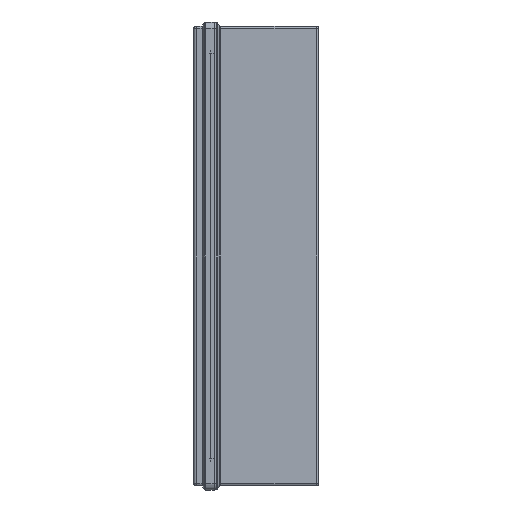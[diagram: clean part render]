
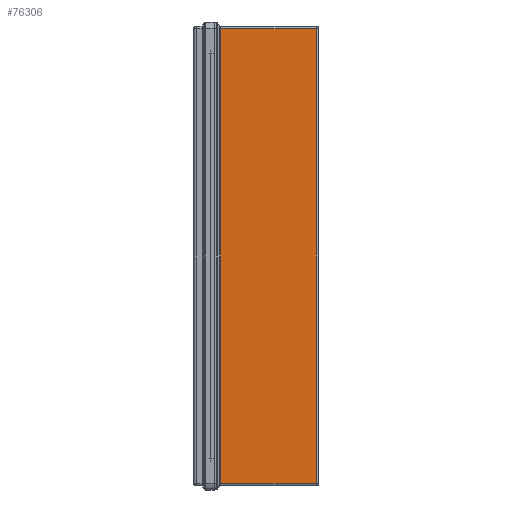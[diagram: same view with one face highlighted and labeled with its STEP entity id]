
A CAD part, left-side view. The second image highlights one B-rep face of the part: STEP entity #76306.
In plain terms, the highlighted planar face has unit normal (-1, 0, 0).
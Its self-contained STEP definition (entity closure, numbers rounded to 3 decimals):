
#4543 = AXIS2_PLACEMENT_3D ( 'NONE', #86248, #36185, #94614 ) ;
#6649 = VERTEX_POINT ( 'NONE', #68578 ) ;
#9421 = FACE_OUTER_BOUND ( 'NONE', #87428, .T. ) ;
#10888 = PLANE ( 'NONE',  #4543 ) ;
#15822 = EDGE_CURVE ( 'NONE', #60959, #6649, #22070, .T. ) ;
#22070 = LINE ( 'NONE', #44609, #83544 ) ;
#22184 = ORIENTED_EDGE ( 'NONE', *, *, #71060, .T. ) ;
#26964 = CARTESIAN_POINT ( 'NONE',  ( -337.75, -75.8, 165.45 ) ) ;
#27953 = CARTESIAN_POINT ( 'NONE',  ( -337.75, -75.8, -165.45 ) ) ;
#29475 = VERTEX_POINT ( 'NONE', #77472 ) ;
#35383 = DIRECTION ( 'NONE',  ( 0., 1., 0. ) ) ;
#36185 = DIRECTION ( 'NONE',  ( -1., 0., 0. ) ) ;
#36845 = CARTESIAN_POINT ( 'NONE',  ( -337.75, -4.504, 165.45 ) ) ;
#37916 = ORIENTED_EDGE ( 'NONE', *, *, #15822, .T. ) ;
#43105 = VECTOR ( 'NONE', #62352, 1000. ) ;
#44609 = CARTESIAN_POINT ( 'NONE',  ( -337.75, -4.504, -167.25 ) ) ;
#53017 = DIRECTION ( 'NONE',  ( 0., 0., -1. ) ) ;
#53985 = ORIENTED_EDGE ( 'NONE', *, *, #79047, .T. ) ;
#55584 = CARTESIAN_POINT ( 'NONE',  ( -337.75, -74.3, 165.45 ) ) ;
#57232 = VECTOR ( 'NONE', #80725, 1000. ) ;
#60959 = VERTEX_POINT ( 'NONE', #36845 ) ;
#62352 = DIRECTION ( 'NONE',  ( 0., -1., 0. ) ) ;
#65292 = LINE ( 'NONE', #27953, #43105 ) ;
#68578 = CARTESIAN_POINT ( 'NONE',  ( -337.75, -4.504, -165.45 ) ) ;
#69327 = CARTESIAN_POINT ( 'NONE',  ( -337.75, -74.3, 165.45 ) ) ;
#71060 = EDGE_CURVE ( 'NONE', #29475, #72340, #79346, .T. ) ;
#72340 = VERTEX_POINT ( 'NONE', #69327 ) ;
#72889 = ORIENTED_EDGE ( 'NONE', *, *, #95511, .T. ) ;
#76306 = ADVANCED_FACE ( 'NONE', ( #9421 ), #10888, .T. ) ;
#77472 = CARTESIAN_POINT ( 'NONE',  ( -337.75, -74.3, -165.45 ) ) ;
#79047 = EDGE_CURVE ( 'NONE', #6649, #29475, #65292, .T. ) ;
#79346 = LINE ( 'NONE', #55584, #57232 ) ;
#80725 = DIRECTION ( 'NONE',  ( 0., 0., 1. ) ) ;
#83544 = VECTOR ( 'NONE', #53017, 1000. ) ;
#86248 = CARTESIAN_POINT ( 'NONE',  ( -337.75, -75.8, -167.25 ) ) ;
#87428 = EDGE_LOOP ( 'NONE', ( #53985, #22184, #72889, #37916 ) ) ;
#94614 = DIRECTION ( 'NONE',  ( 0., 0., 1. ) ) ;
#95511 = EDGE_CURVE ( 'NONE', #72340, #60959, #105870, .T. ) ;
#103281 = VECTOR ( 'NONE', #35383, 1000. ) ;
#105870 = LINE ( 'NONE', #26964, #103281 ) ;
